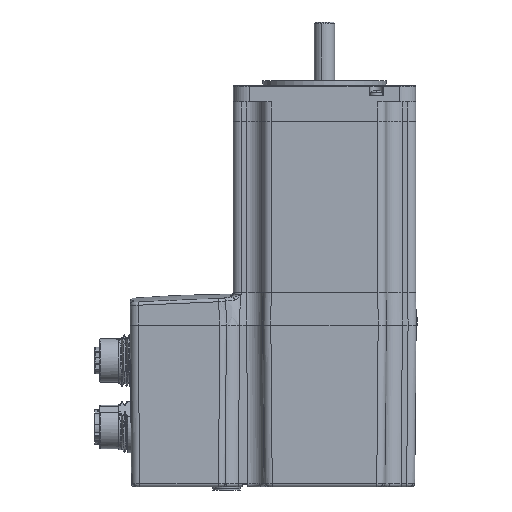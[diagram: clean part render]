
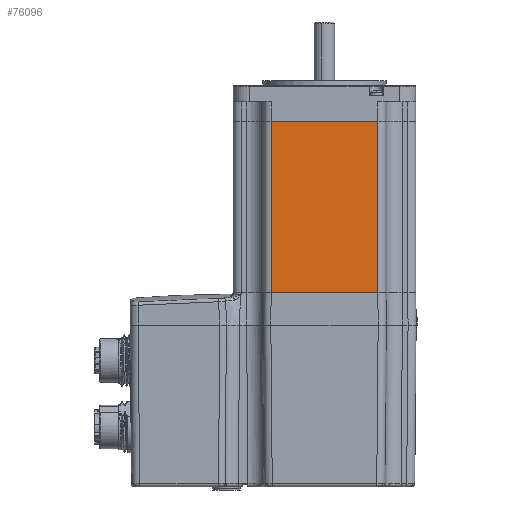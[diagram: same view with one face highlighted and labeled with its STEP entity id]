
A CAD part, front view. The second image highlights one B-rep face of the part: STEP entity #76096.
In plain terms, the highlighted planar face has unit normal (0, -1, 0).
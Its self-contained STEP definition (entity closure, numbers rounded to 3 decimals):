
#3294 = VERTEX_POINT ( 'NONE', #53045 ) ;
#4524 = VERTEX_POINT ( 'NONE', #79325 ) ;
#5141 = FACE_OUTER_BOUND ( 'NONE', #60900, .T. ) ;
#6466 = EDGE_CURVE ( 'NONE', #55508, #4524, #35000, .T. ) ;
#8353 = ORIENTED_EDGE ( 'NONE', *, *, #6466, .T. ) ;
#14250 = DIRECTION ( 'NONE',  ( 1., 0., 0. ) ) ;
#16632 = ORIENTED_EDGE ( 'NONE', *, *, #57188, .T. ) ;
#18734 = DIRECTION ( 'NONE',  ( 0., 0., 1. ) ) ;
#19537 = DIRECTION ( 'NONE',  ( 0., 1., 0. ) ) ;
#25823 = CARTESIAN_POINT ( 'NONE',  ( 11.5, -56.2, 111.762 ) ) ;
#30832 = LINE ( 'NONE', #76343, #80808 ) ;
#34358 = LINE ( 'NONE', #52560, #37335 ) ;
#34401 = EDGE_CURVE ( 'NONE', #40893, #55508, #59222, .T. ) ;
#35000 = LINE ( 'NONE', #71101, #39854 ) ;
#37335 = VECTOR ( 'NONE', #14250, 1000. ) ;
#39854 = VECTOR ( 'NONE', #46216, 1000. ) ;
#40893 = VERTEX_POINT ( 'NONE', #44466 ) ;
#42304 = CARTESIAN_POINT ( 'NONE',  ( 44.5, -56.2, 53. ) ) ;
#42614 = VECTOR ( 'NONE', #73753, 1000. ) ;
#44466 = CARTESIAN_POINT ( 'NONE',  ( 44.5, -56.2, 53. ) ) ;
#46216 = DIRECTION ( 'NONE',  ( 0., 0., -1. ) ) ;
#48221 = AXIS2_PLACEMENT_3D ( 'NONE', #25823, #19537, #18734 ) ;
#50012 = EDGE_CURVE ( 'NONE', #40893, #3294, #30832, .T. ) ;
#52560 = CARTESIAN_POINT ( 'NONE',  ( 11.5, -56.2, 0. ) ) ;
#53045 = CARTESIAN_POINT ( 'NONE',  ( 44.5, -56.2, 0. ) ) ;
#55508 = VERTEX_POINT ( 'NONE', #73785 ) ;
#56633 = DIRECTION ( 'NONE',  ( 0., 0., -1. ) ) ;
#57188 = EDGE_CURVE ( 'NONE', #4524, #3294, #34358, .T. ) ;
#59222 = LINE ( 'NONE', #42304, #42614 ) ;
#60243 = ORIENTED_EDGE ( 'NONE', *, *, #50012, .F. ) ;
#60900 = EDGE_LOOP ( 'NONE', ( #60243, #64082, #8353, #16632 ) ) ;
#64082 = ORIENTED_EDGE ( 'NONE', *, *, #34401, .T. ) ;
#67390 = PLANE ( 'NONE',  #48221 ) ;
#71101 = CARTESIAN_POINT ( 'NONE',  ( 11.5, -56.2, 111.762 ) ) ;
#73753 = DIRECTION ( 'NONE',  ( -1., 0., 0. ) ) ;
#73785 = CARTESIAN_POINT ( 'NONE',  ( 11.5, -56.2, 53. ) ) ;
#76096 = ADVANCED_FACE ( 'NONE', ( #5141 ), #67390, .F. ) ;
#76343 = CARTESIAN_POINT ( 'NONE',  ( 44.5, -56.2, 111.762 ) ) ;
#79325 = CARTESIAN_POINT ( 'NONE',  ( 11.5, -56.2, 0. ) ) ;
#80808 = VECTOR ( 'NONE', #56633, 1000. ) ;
